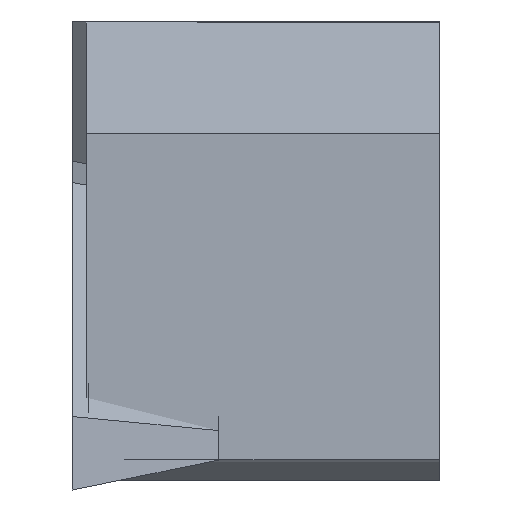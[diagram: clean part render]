
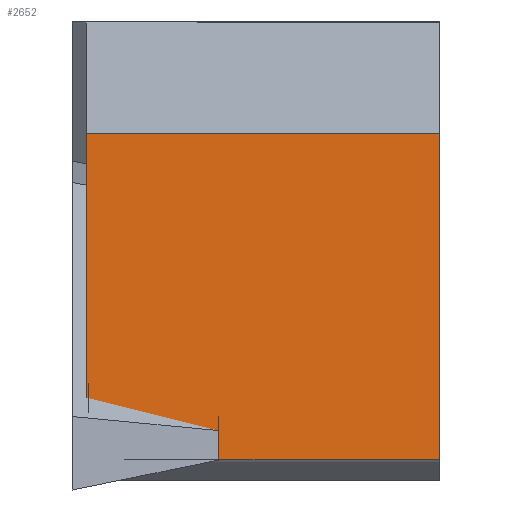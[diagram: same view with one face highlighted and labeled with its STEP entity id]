
A CAD part, left-side view. The second image highlights one B-rep face of the part: STEP entity #2652.
In plain terms, the highlighted planar face has unit normal (-1, 0, 0.018).
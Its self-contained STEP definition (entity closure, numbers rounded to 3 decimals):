
#50 = CARTESIAN_POINT ( 'NONE',  ( 0.655, -0.31, -18.185 ) ) ;
#137 = VERTEX_POINT ( 'NONE', #498 ) ;
#164 = DIRECTION ( 'NONE',  ( -0.017, 0., -1. ) ) ;
#188 = VECTOR ( 'NONE', #1858, 1000. ) ;
#247 = ORIENTED_EDGE ( 'NONE', *, *, #2178, .T. ) ;
#302 = VECTOR ( 'NONE', #1053, 1000. ) ;
#304 = ORIENTED_EDGE ( 'NONE', *, *, #2191, .F. ) ;
#318 = VERTEX_POINT ( 'NONE', #1529 ) ;
#352 = CARTESIAN_POINT ( 'NONE',  ( 0.739, -0.35, -13.378 ) ) ;
#498 = CARTESIAN_POINT ( 'NONE',  ( 0.756, -0.3, -12.425 ) ) ;
#509 = AXIS2_PLACEMENT_3D ( 'NONE', #2443, #845, #2267 ) ;
#571 = EDGE_LOOP ( 'NONE', ( #247, #1779, #1310, #612, #894, #304, #1689 ) ) ;
#591 = VECTOR ( 'NONE', #2388, 1000. ) ;
#612 = ORIENTED_EDGE ( 'NONE', *, *, #1175, .F. ) ;
#845 = DIRECTION ( 'NONE',  ( 1., 0., -0.017 ) ) ;
#894 = ORIENTED_EDGE ( 'NONE', *, *, #2164, .T. ) ;
#966 = LINE ( 'NONE', #2041, #302 ) ;
#1053 = DIRECTION ( 'NONE',  ( -0.017, 0., -1. ) ) ;
#1066 = VERTEX_POINT ( 'NONE', #1790 ) ;
#1171 = LINE ( 'NONE', #2200, #591 ) ;
#1175 = EDGE_CURVE ( 'NONE', #2165, #1066, #2463, .T. ) ;
#1245 = EDGE_CURVE ( 'NONE', #2034, #2705, #2187, .T. ) ;
#1262 = DIRECTION ( 'NONE',  ( 0., -1., 0. ) ) ;
#1310 = ORIENTED_EDGE ( 'NONE', *, *, #2181, .T. ) ;
#1452 = VECTOR ( 'NONE', #1844, 1000. ) ;
#1529 = CARTESIAN_POINT ( 'NONE',  ( 0.632, -8., -19.546 ) ) ;
#1635 = VECTOR ( 'NONE', #1262, 1000. ) ;
#1662 = CARTESIAN_POINT ( 'NONE',  ( 0.655, -0.35, -18.185 ) ) ;
#1664 = PLANE ( 'NONE',  #509 ) ;
#1666 = VECTOR ( 'NONE', #2106, 1000. ) ;
#1689 = ORIENTED_EDGE ( 'NONE', *, *, #2138, .F. ) ;
#1705 = CARTESIAN_POINT ( 'NONE',  ( 0.655, -0.3, -18.183 ) ) ;
#1779 = ORIENTED_EDGE ( 'NONE', *, *, #1245, .T. ) ;
#1790 = CARTESIAN_POINT ( 'NONE',  ( 0.655, -0.35, -18.185 ) ) ;
#1816 = FACE_OUTER_BOUND ( 'NONE', #571, .T. ) ;
#1844 = DIRECTION ( 'NONE',  ( 0., -1., 0. ) ) ;
#1858 = DIRECTION ( 'NONE',  ( 0.017, 0., 1. ) ) ;
#1942 = VERTEX_POINT ( 'NONE', #2341 ) ;
#2029 = VECTOR ( 'NONE', #164, 1000. ) ;
#2030 = CARTESIAN_POINT ( 'NONE',  ( 0.632, -0.35, -19.546 ) ) ;
#2034 = VERTEX_POINT ( 'NONE', #1705 ) ;
#2041 = CARTESIAN_POINT ( 'NONE',  ( 0.623, -8., -20.011 ) ) ;
#2106 = DIRECTION ( 'NONE',  ( -0.004, -0.97, -0.243 ) ) ;
#2108 = LINE ( 'NONE', #2646, #1635 ) ;
#2138 = EDGE_CURVE ( 'NONE', #137, #1942, #1171, .T. ) ;
#2164 = EDGE_CURVE ( 'NONE', #2165, #318, #2108, .T. ) ;
#2165 = VERTEX_POINT ( 'NONE', #2030 ) ;
#2178 = EDGE_CURVE ( 'NONE', #137, #2034, #2566, .T. ) ;
#2181 = EDGE_CURVE ( 'NONE', #2705, #1066, #2502, .T. ) ;
#2187 = LINE ( 'NONE', #2703, #1666 ) ;
#2191 = EDGE_CURVE ( 'NONE', #1942, #318, #966, .T. ) ;
#2200 = CARTESIAN_POINT ( 'NONE',  ( 0.756, 126.408, -12.425 ) ) ;
#2267 = DIRECTION ( 'NONE',  ( 0.017, 0., 1. ) ) ;
#2341 = CARTESIAN_POINT ( 'NONE',  ( 0.756, -8., -12.425 ) ) ;
#2388 = DIRECTION ( 'NONE',  ( 0., -1., 0. ) ) ;
#2443 = CARTESIAN_POINT ( 'NONE',  ( 0.942, 126.021, -1.731 ) ) ;
#2463 = LINE ( 'NONE', #352, #188 ) ;
#2502 = LINE ( 'NONE', #1662, #1452 ) ;
#2566 = LINE ( 'NONE', #2657, #2029 ) ;
#2646 = CARTESIAN_POINT ( 'NONE',  ( 0.632, 126.021, -19.546 ) ) ;
#2652 = ADVANCED_FACE ( 'NONE', ( #1816 ), #1664, .F. ) ;
#2657 = CARTESIAN_POINT ( 'NONE',  ( 0.942, -0.3, -1.731 ) ) ;
#2703 = CARTESIAN_POINT ( 'NONE',  ( 0.661, 1.109, -17.83 ) ) ;
#2705 = VERTEX_POINT ( 'NONE', #50 ) ;
